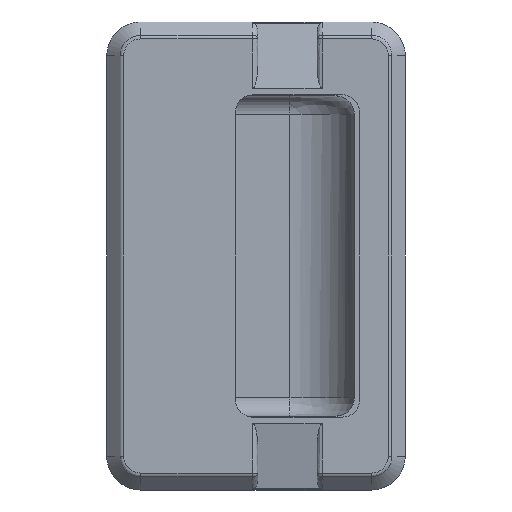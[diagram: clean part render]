
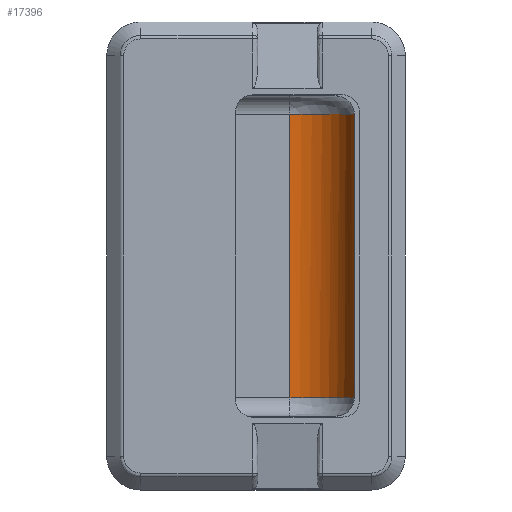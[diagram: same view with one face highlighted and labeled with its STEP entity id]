
A CAD part, front view. The second image highlights one B-rep face of the part: STEP entity #17396.
In plain terms, the highlighted free-form (B-spline) face has degree [1, 2] with [2, 3] control points.
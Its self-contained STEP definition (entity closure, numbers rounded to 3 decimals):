
#16913=CARTESIAN_POINT('',(54.0,20.0,41.75));
#16914=VERTEX_POINT('',#16913);
#16959=CARTESIAN_POINT('',(72.974,-4.,41.75));
#16960=VERTEX_POINT('',#16959);
#17018=CARTESIAN_POINT('',(54.0,20.0,41.75));
#17019=CARTESIAN_POINT('',(55.191,20.,41.75));
#17020=CARTESIAN_POINT('',(57.801,19.76,41.75));
#17021=CARTESIAN_POINT('',(61.507,18.645,41.75));
#17022=CARTESIAN_POINT('',(64.985,16.76,41.75));
#17023=CARTESIAN_POINT('',(67.788,14.444,41.75));
#17024=CARTESIAN_POINT('',(69.794,12.048,41.75));
#17025=CARTESIAN_POINT('',(71.271,9.672,41.75));
#17026=CARTESIAN_POINT('',(72.429,7.121,41.75));
#17027=CARTESIAN_POINT('',(73.267,4.062,41.75));
#17028=CARTESIAN_POINT('',(73.641,0.266,41.75));
#17029=CARTESIAN_POINT('',(73.344,-2.44,41.75));
#17030=CARTESIAN_POINT('',(72.974,-4.,41.75));
#17031=B_SPLINE_CURVE_WITH_KNOTS('',3,(#17018,#17019,#17020,#17021,#17022,#17023,#17024,#17025,#17026,#17027,#17028,#17029,#17030),.UNSPECIFIED.,.F.,.U.,(4,1,1,1,1,1,1,1,1,1,4),(0.,3.572,7.831,11.541,15.388,18.685,20.883,23.768,27.066,30.363,35.172),.UNSPECIFIED.);
#17032=EDGE_CURVE('',#16914,#16960,#17031,.T.);
#17056=CARTESIAN_POINT('',(72.974,-4.,-41.75));
#17057=VERTEX_POINT('',#17056);
#17095=CARTESIAN_POINT('',(54.0,20.0,-41.75));
#17096=VERTEX_POINT('',#17095);
#17097=CARTESIAN_POINT('',(72.974,-4.,-41.75));
#17098=CARTESIAN_POINT('',(73.365,-2.351,-41.75));
#17099=CARTESIAN_POINT('',(73.638,0.313,-41.75));
#17100=CARTESIAN_POINT('',(73.288,3.74,-41.75));
#17101=CARTESIAN_POINT('',(72.667,6.327,-41.75));
#17102=CARTESIAN_POINT('',(71.599,9.114,-41.75));
#17103=CARTESIAN_POINT('',(70.191,11.489,-41.75));
#17104=CARTESIAN_POINT('',(68.384,13.741,-41.75));
#17105=CARTESIAN_POINT('',(66.375,15.696,-41.75));
#17106=CARTESIAN_POINT('',(63.906,17.381,-41.75));
#17107=CARTESIAN_POINT('',(61.057,18.76,-41.75));
#17108=CARTESIAN_POINT('',(57.893,19.737,-41.75));
#17109=CARTESIAN_POINT('',(55.328,20.,-41.75));
#17110=CARTESIAN_POINT('',(54.0,20.0,-41.75));
#17111=B_SPLINE_CURVE_WITH_KNOTS('',3,(#17097,#17098,#17099,#17100,#17101,#17102,#17103,#17104,#17105,#17106,#17107,#17108,#17109,#17110),.UNSPECIFIED.,.F.,.U.,(4,1,1,1,1,1,1,1,1,1,1,4),(0.,5.083,7.969,10.304,13.052,16.899,18.547,21.707,25.28,27.478,31.187,35.172),.UNSPECIFIED.);
#17112=EDGE_CURVE('',#17057,#17096,#17111,.T.);
#17300=CARTESIAN_POINT('',(54.0,20.0,-41.75));
#17301=CARTESIAN_POINT('',(54.0,20.0,41.75));
#17302=QUASI_UNIFORM_CURVE('',1,(#17300,#17301),.UNSPECIFIED.,.F.,.U.);
#17303=EDGE_CURVE('',#17096,#16914,#17302,.T.);
#17372=CARTESIAN_POINT('',(53.266,19.986,-43.838));
#17373=CARTESIAN_POINT('',(53.266,19.986,43.89));
#17374=CARTESIAN_POINT('',(81.069,21.034,-43.838));
#17375=CARTESIAN_POINT('',(81.069,21.034,43.89));
#17376=CARTESIAN_POINT('',(72.567,-5.458,-43.838));
#17377=CARTESIAN_POINT('',(72.567,-5.458,43.89));
#17385=(BOUNDED_SURFACE()B_SPLINE_SURFACE(1,2,((#17372,#17374,#17376),(#17373,#17375,#17377)),.UNSPECIFIED.,.F.,.F.,.U.)B_SPLINE_SURFACE_WITH_KNOTS((2,2),(3,3),(0.0,87.727),(0.0,40.582),.UNSPECIFIED.)GEOMETRIC_REPRESENTATION_ITEM()RATIONAL_B_SPLINE_SURFACE(((1.0,0.574,1.),(1.0,0.574,1.)))REPRESENTATION_ITEM('')SURFACE());
#17386=CARTESIAN_POINT('',(72.974,-4.,-41.75));
#17387=CARTESIAN_POINT('',(72.974,-4.,41.75));
#17388=QUASI_UNIFORM_CURVE('',1,(#17386,#17387),.UNSPECIFIED.,.F.,.U.);
#17389=EDGE_CURVE('',#17057,#16960,#17388,.T.);
#17390=ORIENTED_EDGE('',*,*,#17389,.T.);
#17391=ORIENTED_EDGE('',*,*,#17032,.F.);
#17392=ORIENTED_EDGE('',*,*,#17303,.F.);
#17393=ORIENTED_EDGE('',*,*,#17112,.F.);
#17394=EDGE_LOOP('',(#17390,#17391,#17392,#17393));
#17395=FACE_OUTER_BOUND('',#17394,.T.);
#17396=ADVANCED_FACE('',(#17395),#17385,.F.);
